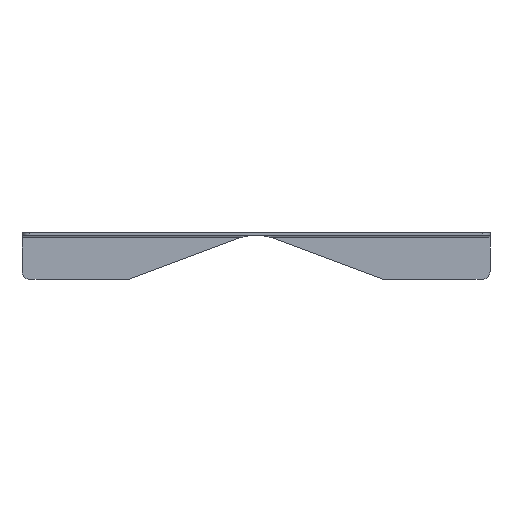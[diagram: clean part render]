
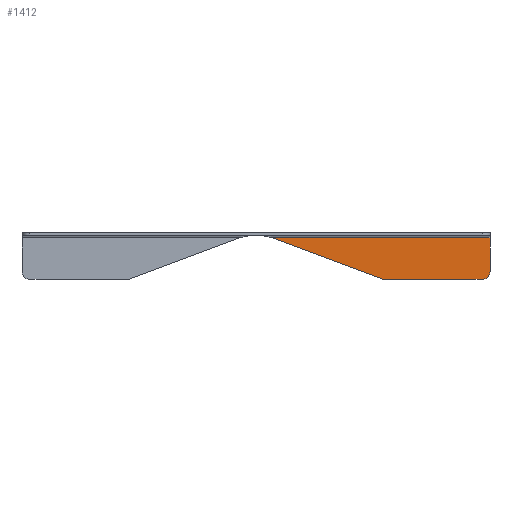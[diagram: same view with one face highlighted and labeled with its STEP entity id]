
A CAD part, front view. The second image highlights one B-rep face of the part: STEP entity #1412.
In plain terms, the highlighted planar face has unit normal (0, -1, 0).
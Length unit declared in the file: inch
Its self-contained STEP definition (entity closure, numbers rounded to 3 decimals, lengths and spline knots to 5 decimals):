
#22 = VERTEX_POINT ( 'NONE', #1257 ) ;
#47 = DIRECTION ( 'NONE',  ( 0., -1., 0. ) ) ;
#102 = CIRCLE ( 'NONE', #635, 0.1875 ) ;
#112 = VECTOR ( 'NONE', #1221, 39.37008 ) ;
#138 = EDGE_CURVE ( 'NONE', #585, #703, #102, .T. ) ;
#144 = FACE_OUTER_BOUND ( 'NONE', #1644, .T. ) ;
#219 = CARTESIAN_POINT ( 'NONE',  ( 0.38421, -0.06, -0.123 ) ) ;
#243 = CARTESIAN_POINT ( 'NONE',  ( 5.5, -0.06, -1.1 ) ) ;
#300 = VECTOR ( 'NONE', #1588, 39.37008 ) ;
#303 = VERTEX_POINT ( 'NONE', #219 ) ;
#360 = EDGE_CURVE ( 'NONE', #303, #856, #1432, .T. ) ;
#390 = PLANE ( 'NONE',  #1096 ) ;
#482 = CARTESIAN_POINT ( 'NONE',  ( 3., -0.06, -1.1 ) ) ;
#532 = CARTESIAN_POINT ( 'NONE',  ( 3., -0.06, -1.1 ) ) ;
#564 = VECTOR ( 'NONE', #1624, 39.37008 ) ;
#580 = DIRECTION ( 'NONE',  ( 0., 0., 1. ) ) ;
#585 = VERTEX_POINT ( 'NONE', #1311 ) ;
#609 = ORIENTED_EDGE ( 'NONE', *, *, #1107, .F. ) ;
#616 = ORIENTED_EDGE ( 'NONE', *, *, #1363, .T. ) ;
#617 = ORIENTED_EDGE ( 'NONE', *, *, #138, .T. ) ;
#635 = AXIS2_PLACEMENT_3D ( 'NONE', #1291, #47, #580 ) ;
#672 = CARTESIAN_POINT ( 'NONE',  ( -5.5, -0.06, -1.1 ) ) ;
#688 = DIRECTION ( 'NONE',  ( 0., 0., 1. ) ) ;
#703 = VERTEX_POINT ( 'NONE', #1444 ) ;
#818 = ORIENTED_EDGE ( 'NONE', *, *, #1730, .T. ) ;
#836 = DIRECTION ( 'NONE',  ( 0., 1., 0. ) ) ;
#856 = VERTEX_POINT ( 'NONE', #532 ) ;
#871 = VECTOR ( 'NONE', #1374, 39.37008 ) ;
#969 = LINE ( 'NONE', #1078, #112 ) ;
#1078 = CARTESIAN_POINT ( 'NONE',  ( -5.5, -0.06, -1.1 ) ) ;
#1096 = AXIS2_PLACEMENT_3D ( 'NONE', #672, #836, #688 ) ;
#1107 = EDGE_CURVE ( 'NONE', #303, #22, #1477, .T. ) ;
#1221 = DIRECTION ( 'NONE',  ( 1., 0., 0. ) ) ;
#1257 = CARTESIAN_POINT ( 'NONE',  ( 5.5, -0.06, -0.123 ) ) ;
#1291 = CARTESIAN_POINT ( 'NONE',  ( 5.3125, -0.06, -0.9125 ) ) ;
#1294 = ORIENTED_EDGE ( 'NONE', *, *, #360, .T. ) ;
#1311 = CARTESIAN_POINT ( 'NONE',  ( 5.3125, -0.06, -1.1 ) ) ;
#1363 = EDGE_CURVE ( 'NONE', #703, #22, #1616, .T. ) ;
#1374 = DIRECTION ( 'NONE',  ( 0., 0., 1. ) ) ;
#1412 = ADVANCED_FACE ( 'NONE', ( #144 ), #390, .F. ) ;
#1432 = LINE ( 'NONE', #482, #564 ) ;
#1444 = CARTESIAN_POINT ( 'NONE',  ( 5.5, -0.06, -0.9125 ) ) ;
#1477 = LINE ( 'NONE', #1559, #300 ) ;
#1559 = CARTESIAN_POINT ( 'NONE',  ( -5.5, -0.06, -0.123 ) ) ;
#1588 = DIRECTION ( 'NONE',  ( 1., 0., 0. ) ) ;
#1616 = LINE ( 'NONE', #243, #871 ) ;
#1624 = DIRECTION ( 'NONE',  ( 0.937, 0., -0.35 ) ) ;
#1644 = EDGE_LOOP ( 'NONE', ( #1294, #818, #617, #616, #609 ) ) ;
#1730 = EDGE_CURVE ( 'NONE', #856, #585, #969, .T. ) ;
